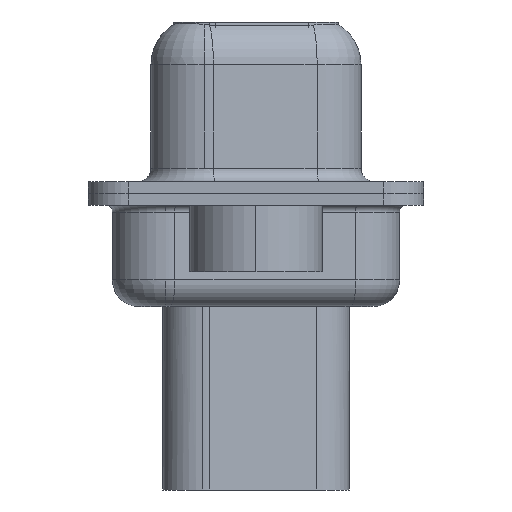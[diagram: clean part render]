
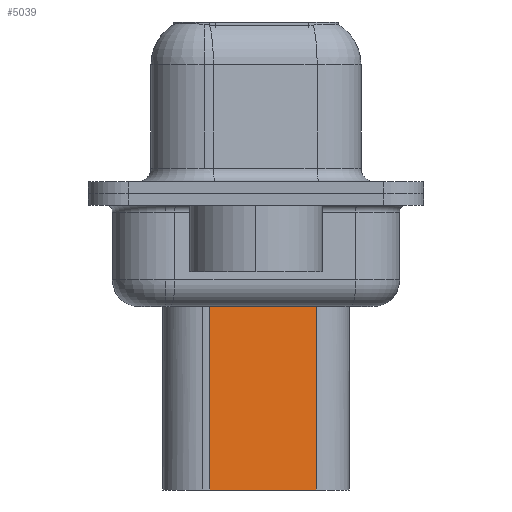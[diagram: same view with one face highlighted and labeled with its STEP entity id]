
A CAD part, left-side view. The second image highlights one B-rep face of the part: STEP entity #5039.
In plain terms, the highlighted planar face has unit normal (-0.985, -0.174, 0).
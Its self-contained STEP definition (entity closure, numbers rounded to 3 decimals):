
#94 = CARTESIAN_POINT ( 'NONE',  ( 4.353, 2.709, -3.975 ) ) ;
#480 = CARTESIAN_POINT ( 'NONE',  ( 4.524, 1.74, -11.15 ) ) ;
#916 = FACE_OUTER_BOUND ( 'NONE', #5779, .T. ) ;
#1309 = LINE ( 'NONE', #7044, #5270 ) ;
#1661 = CARTESIAN_POINT ( 'NONE',  ( 4.524, 1.74, -3.1 ) ) ;
#1807 = DIRECTION ( 'NONE',  ( -0.985, -0.174, 0. ) ) ;
#1939 = ORIENTED_EDGE ( 'NONE', *, *, #8677, .T. ) ;
#2070 = CARTESIAN_POINT ( 'NONE',  ( 5.229, -2.26, -3.975 ) ) ;
#2145 = VERTEX_POINT ( 'NONE', #12126 ) ;
#3008 = EDGE_CURVE ( 'NONE', #3615, #8460, #1309, .T. ) ;
#3557 = VECTOR ( 'NONE', #9941, 1000. ) ;
#3615 = VERTEX_POINT ( 'NONE', #10257 ) ;
#3919 = LINE ( 'NONE', #94, #12025 ) ;
#5039 = ADVANCED_FACE ( 'NONE', ( #916 ), #5565, .T. ) ;
#5270 = VECTOR ( 'NONE', #11918, 1000. ) ;
#5565 = PLANE ( 'NONE',  #8085 ) ;
#5779 = EDGE_LOOP ( 'NONE', ( #8088, #1939, #7933, #6775 ) ) ;
#6535 = CARTESIAN_POINT ( 'NONE',  ( 4.524, 1.74, -3.1 ) ) ;
#6770 = DIRECTION ( 'NONE',  ( 0.174, -0.985, 0. ) ) ;
#6775 = ORIENTED_EDGE ( 'NONE', *, *, #3008, .F. ) ;
#7044 = CARTESIAN_POINT ( 'NONE',  ( 4.524, 1.74, -11.15 ) ) ;
#7933 = ORIENTED_EDGE ( 'NONE', *, *, #12097, .T. ) ;
#7988 = LINE ( 'NONE', #11727, #3557 ) ;
#8085 = AXIS2_PLACEMENT_3D ( 'NONE', #6535, #1807, #6770 ) ;
#8088 = ORIENTED_EDGE ( 'NONE', *, *, #9158, .F. ) ;
#8460 = VERTEX_POINT ( 'NONE', #480 ) ;
#8677 = EDGE_CURVE ( 'NONE', #10497, #2145, #3919, .T. ) ;
#8691 = DIRECTION ( 'NONE',  ( -0.174, 0.985, 0. ) ) ;
#9158 = EDGE_CURVE ( 'NONE', #10497, #3615, #7988, .T. ) ;
#9941 = DIRECTION ( 'NONE',  ( 0., 0., -1. ) ) ;
#10232 = DIRECTION ( 'NONE',  ( 0., 0., -1. ) ) ;
#10257 = CARTESIAN_POINT ( 'NONE',  ( 5.229, -2.26, -11.15 ) ) ;
#10363 = LINE ( 'NONE', #1661, #11152 ) ;
#10497 = VERTEX_POINT ( 'NONE', #2070 ) ;
#11152 = VECTOR ( 'NONE', #10232, 1000. ) ;
#11727 = CARTESIAN_POINT ( 'NONE',  ( 5.229, -2.26, -3.1 ) ) ;
#11918 = DIRECTION ( 'NONE',  ( -0.174, 0.985, 0. ) ) ;
#12025 = VECTOR ( 'NONE', #8691, 1000. ) ;
#12097 = EDGE_CURVE ( 'NONE', #2145, #8460, #10363, .T. ) ;
#12126 = CARTESIAN_POINT ( 'NONE',  ( 4.524, 1.74, -3.975 ) ) ;
